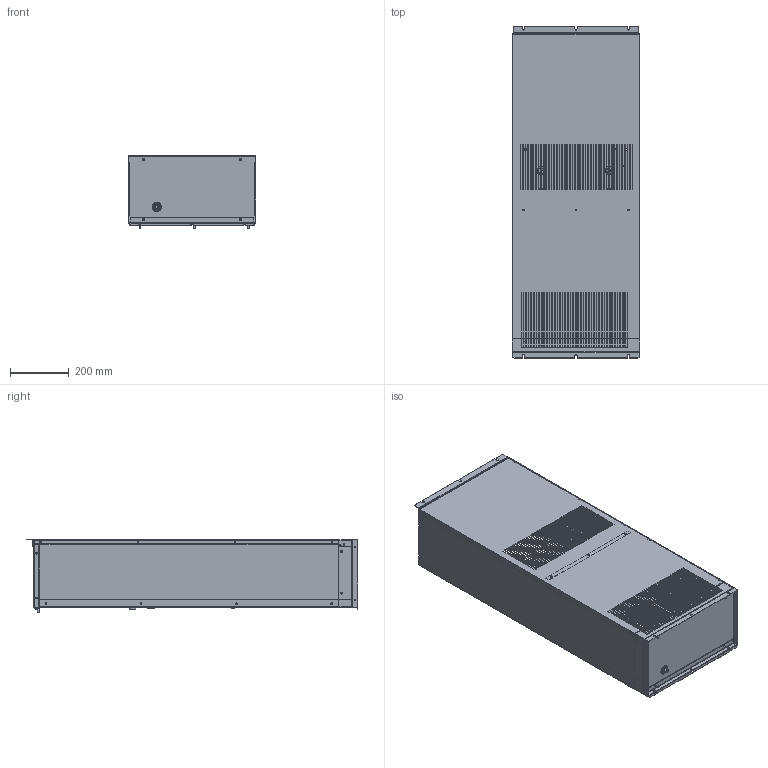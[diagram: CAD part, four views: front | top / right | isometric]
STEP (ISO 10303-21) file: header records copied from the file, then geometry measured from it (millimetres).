
FILE_DESCRIPTION((''),'2;1');
FILE_NAME('STEP-KA4C7DP43L.stp', '2011-08-09T07:56:40',('User'),('SDRC'),'I-DEAS Master Series','UNIX','Yes');
FILE_SCHEMA(('CONFIG_CONTROL_DESIGN', 'GEOMETRIC_VALIDATION_PROPERTIES_MIM','SHAPE_APPEARANCE_LAYER_MIM'));
Length unit declared in the file: inch
Bounding box: 434.04 x 1128.39 x 251.38 mm (x, y, z)
Volume: 2679263.2 mm3; surface area: 3692281.2 mm2
Topology: 69 solids, 69 shells, 2181 faces, 6034 edges, 3963 vertices
Faces by surface type: bspline 2181
Entity records: 72992 total; most frequent: CARTESIAN_POINT 32136, ORIENTED_EDGE 12068, EDGE_CURVE 6034, QUASI_UNIFORM_CURVE 4207, OVER_RIDING_STYLED_ITEM 4033, VERTEX_POINT 3963, EDGE_LOOP 2889, FACE_OUTER_BOUND 2181
